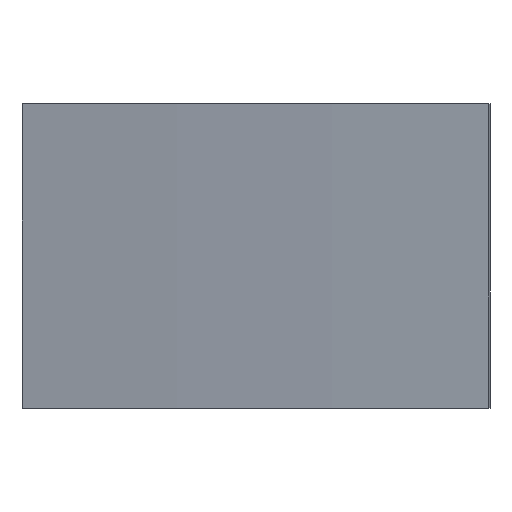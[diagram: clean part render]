
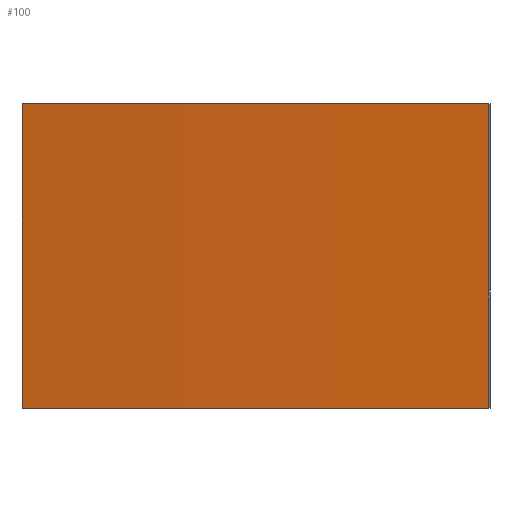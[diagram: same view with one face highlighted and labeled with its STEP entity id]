
A CAD part, top view. The second image highlights one B-rep face of the part: STEP entity #100.
In plain terms, the highlighted cylindrical face has radius 23095 mm (diameter 46189.9 mm), a partial arc.
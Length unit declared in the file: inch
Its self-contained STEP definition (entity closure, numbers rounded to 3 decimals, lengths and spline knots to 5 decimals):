
#15=CIRCLE('',#121,909.25);
#16=CIRCLE('',#122,909.25);
#17=CYLINDRICAL_SURFACE('',#120,909.25);
#19=FACE_OUTER_BOUND('',#25,.T.);
#25=EDGE_LOOP('',(#74,#75,#76,#77));
#33=LINE('',#164,#43);
#34=LINE('',#170,#44);
#43=VECTOR('',#134,0.3937);
#44=VECTOR('',#141,0.3937);
#51=VERTEX_POINT('',#158);
#53=VERTEX_POINT('',#162);
#54=VERTEX_POINT('',#166);
#55=VERTEX_POINT('',#168);
#61=EDGE_CURVE('',#51,#53,#33,.T.);
#62=EDGE_CURVE('',#51,#54,#15,.T.);
#63=EDGE_CURVE('',#55,#53,#16,.T.);
#64=EDGE_CURVE('',#54,#55,#34,.T.);
#74=ORIENTED_EDGE('',*,*,#62,.F.);
#75=ORIENTED_EDGE('',*,*,#61,.T.);
#76=ORIENTED_EDGE('',*,*,#63,.F.);
#77=ORIENTED_EDGE('',*,*,#64,.F.);
#100=ADVANCED_FACE('',(#19),#17,.T.);
#120=AXIS2_PLACEMENT_3D('',#165,#135,#136);
#121=AXIS2_PLACEMENT_3D('',#167,#137,#138);
#122=AXIS2_PLACEMENT_3D('',#169,#139,#140);
#134=DIRECTION('',(0.,-1.,0.));
#135=DIRECTION('center_axis',(0.,-1.,0.));
#136=DIRECTION('ref_axis',(-0.261,0.,0.965));
#137=DIRECTION('center_axis',(0.,1.,0.));
#138=DIRECTION('ref_axis',(-0.261,0.,0.965));
#139=DIRECTION('center_axis',(0.,-1.,0.));
#140=DIRECTION('ref_axis',(-0.261,0.,0.965));
#141=DIRECTION('',(0.,-1.,0.));
#158=CARTESIAN_POINT('',(40.88188,0.,189.78731));
#162=CARTESIAN_POINT('',(40.88188,-38.,189.78731));
#164=CARTESIAN_POINT('',(40.88188,0.,189.78731));
#165=CARTESIAN_POINT('Origin',(278.,0.,-688.));
#166=CARTESIAN_POINT('',(99.03869,0.,203.4642));
#167=CARTESIAN_POINT('Origin',(278.,0.,-688.));
#168=CARTESIAN_POINT('',(99.03869,-38.,203.4642));
#169=CARTESIAN_POINT('Origin',(278.,-38.,-688.));
#170=CARTESIAN_POINT('',(99.03869,0.,203.4642));
